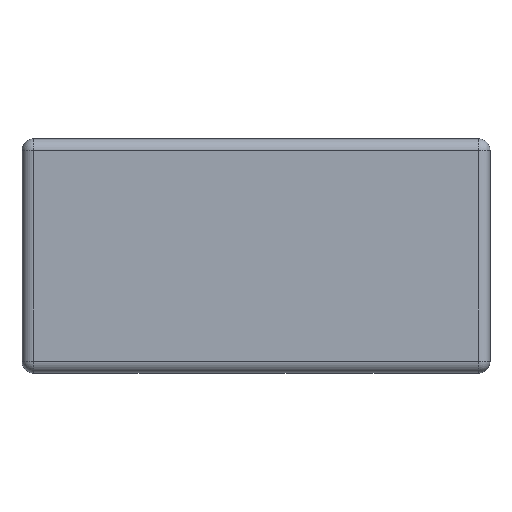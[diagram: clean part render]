
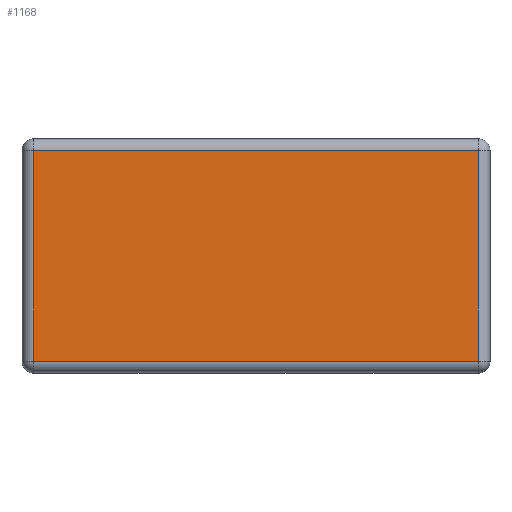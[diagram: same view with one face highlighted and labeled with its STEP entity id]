
A CAD part, top view. The second image highlights one B-rep face of the part: STEP entity #1168.
In plain terms, the highlighted planar face has unit normal (0, 0, 1).
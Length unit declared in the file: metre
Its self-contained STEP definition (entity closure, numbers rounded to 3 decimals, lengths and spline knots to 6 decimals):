
#118=ORIENTED_EDGE('',*,*,#442,.T.);
#119=ORIENTED_EDGE('',*,*,#443,.T.);
#120=ORIENTED_EDGE('',*,*,#444,.T.);
#121=ORIENTED_EDGE('',*,*,#445,.T.);
#442=EDGE_CURVE('',#606,#607,#718,.T.);
#443=EDGE_CURVE('',#607,#608,#719,.T.);
#444=EDGE_CURVE('',#608,#609,#720,.F.);
#445=EDGE_CURVE('',#609,#606,#721,.F.);
#606=VERTEX_POINT('',#1830);
#607=VERTEX_POINT('',#1831);
#608=VERTEX_POINT('',#1833);
#609=VERTEX_POINT('',#1835);
#718=LINE('',#1829,#854);
#719=LINE('',#1832,#855);
#720=LINE('',#1834,#856);
#721=LINE('',#1836,#857);
#854=VECTOR('',#1462,1.);
#855=VECTOR('',#1463,1.);
#856=VECTOR('',#1464,1.);
#857=VECTOR('',#1465,1.);
#972=EDGE_LOOP('',(#118,#119,#120,#121));
#1044=FACE_BOUND('',#972,.T.);
#1116=PLANE('',#1310);
#1168=ADVANCED_FACE('',(#1044),#1116,.T.);
#1310=AXIS2_PLACEMENT_3D('',#1828,#1460,#1461);
#1460=DIRECTION('',(0.,0.,1.));
#1461=DIRECTION('',(1.,0.,0.));
#1462=DIRECTION('',(0.,-1.,0.));
#1463=DIRECTION('',(1.,0.,0.));
#1464=DIRECTION('',(0.,-1.,0.));
#1465=DIRECTION('',(1.,0.,0.));
#1828=CARTESIAN_POINT('',(0.,0.,0.00035));
#1829=CARTESIAN_POINT('',(-0.000475,-0.00025,0.00035));
#1830=CARTESIAN_POINT('',(-0.000475,0.000225,0.00035));
#1831=CARTESIAN_POINT('',(-0.000475,-0.000225,0.00035));
#1832=CARTESIAN_POINT('',(0.0005,-0.000225,0.00035));
#1833=CARTESIAN_POINT('',(0.000475,-0.000225,0.00035));
#1834=CARTESIAN_POINT('',(0.000475,0.,0.00035));
#1835=CARTESIAN_POINT('',(0.000475,0.000225,0.00035));
#1836=CARTESIAN_POINT('',(0.,0.000225,0.00035));
